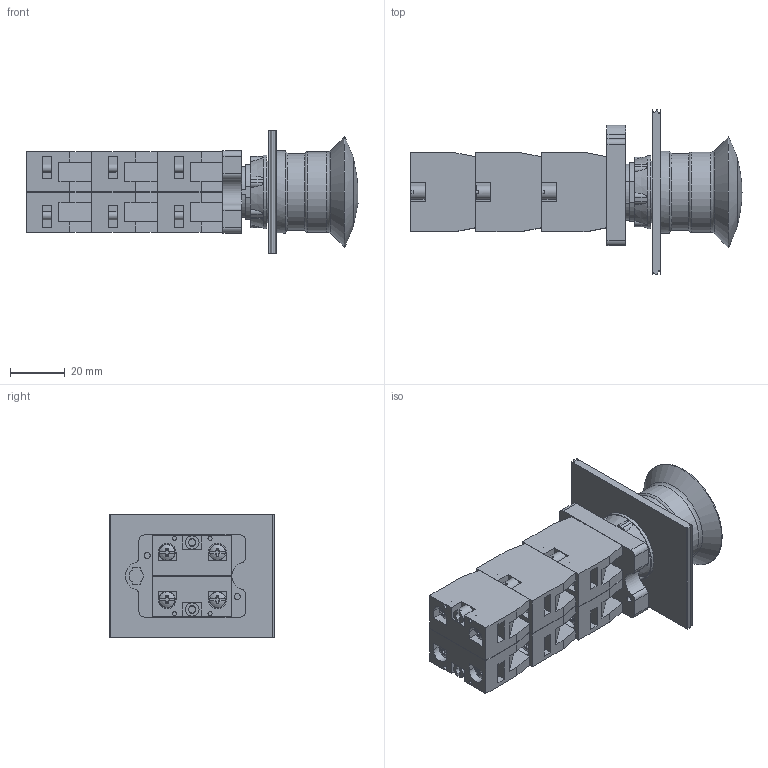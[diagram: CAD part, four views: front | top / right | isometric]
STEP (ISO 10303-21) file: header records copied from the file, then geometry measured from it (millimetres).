
FILE_DESCRIPTION((''),'2;1');
FILE_NAME('P2AM4.stp','2007-11-14T15:22:32',('Philipp'),(''),'Autodesk Inventor 2008','Autodesk Inventor 2008','');
FILE_SCHEMA(('AUTOMOTIVE_DESIGN { 1 0 10303 214 1 1 1 1 }'));
Length unit declared in the file: millimetre
Products named in the file (13): P2AM4_assembly; P2AM4_operator; P2AM4; 2PRG1; panel_long; P2BRK; P2MN; S1; screw; DIN 7985 (H) M3x10-H; S2
Assembly tree (20 placements, depth 3):
  P2AM4_assembly
    P2AM4_operator
      P2AM4
      2PRG1
    panel_long
    P2BRK
    P2MN
    S1  x3
      S1
      screw
      DIN 7985 (H) M3x10-H
    S2  x3
      S2
      screw
      DIN 7985 (H) M3x10-H
Bounding box: 121.4 x 60.45 x 45 mm (x, y, z)
Volume: 88118.9 mm3; surface area: 46843.5 mm2
Topology: 29 solids, 29 shells, 1162 faces, 3051 edges, 2003 vertices
Faces by surface type: plane 627, cone 202, cylinder 197, bspline 108, sphere 26, torus 2
Full cylindrical faces by diameter (mm): 1.5 x24, 2.2 x2, 2.5 x6, 2.6 x12, 2.75 x12, 3 x18, 5 x6, 20.8 x1, 21.75 x1, 22.5 x1, 22.6 x1, 23.75 x1, 26.8 x1, 28.1 x1, 28.3 x1, 29.3 x1, 30 x1
Entity records: 12886 total; most frequent: CARTESIAN_POINT 2822, DIRECTION 2016, ORIENTED_EDGE 1956, EDGE_CURVE 978, AXIS2_PLACEMENT_3D 709, VERTEX_POINT 676, VECTOR 598, LINE 598
